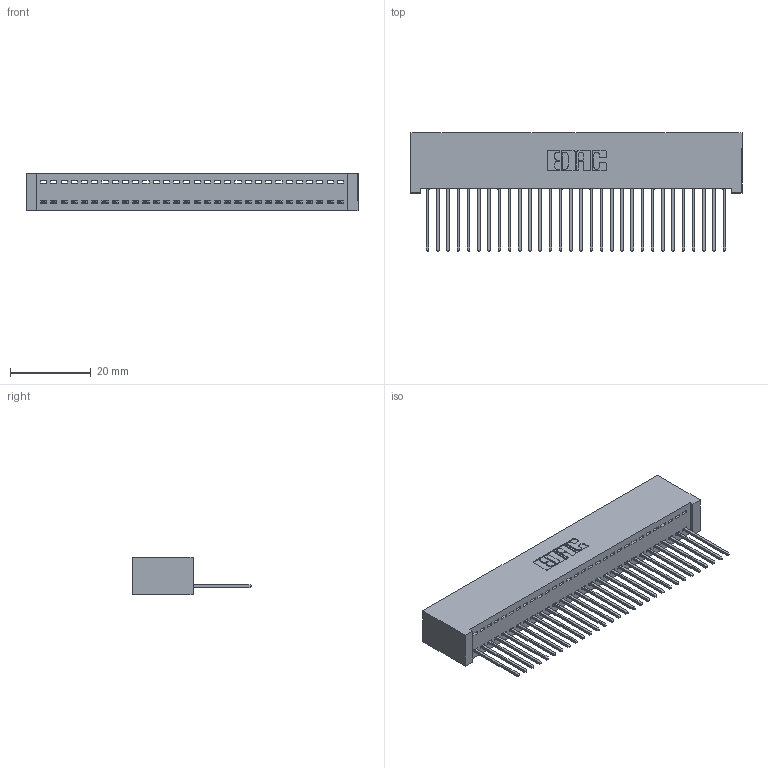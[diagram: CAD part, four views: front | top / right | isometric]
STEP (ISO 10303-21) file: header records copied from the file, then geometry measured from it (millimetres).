
FILE_DESCRIPTION (( 'STEP AP203' ), '1' );
FILE_NAME ('342-030-540-101.STEP', '2018-08-11T15:26:58', ( '' ), ( '' ), 'SwSTEP 2.0', 'SolidWorks 2016', '' );
FILE_SCHEMA (( 'CONFIG_CONTROL_DESIGN' ));
Length unit declared in the file: inch
Products named in the file (3): 342 Part_Lugless; 345-292-001_345-293-140; 342-030-540-101
Assembly tree (31 placements, depth 2):
  342-030-540-101
    342 Part_Lugless
    345-292-001_345-293-140  x30
Bounding box: 82.45 x 29.47 x 9.4 mm (x, y, z)
Volume: 7634.5 mm3; surface area: 11591 mm2
Topology: 31 solids, 31 shells, 1842 faces, 5555 edges, 3662 vertices
Faces by surface type: plane 1322, cylinder 520
Entity records: 19501 total; most frequent: CARTESIAN_POINT 3372, ORIENTED_EDGE 3338, DIRECTION 2861, EDGE_CURVE 1669, LINE 1549, VECTOR 1549, VERTEX_POINT 1110, AXIS2_PLACEMENT_3D 656
